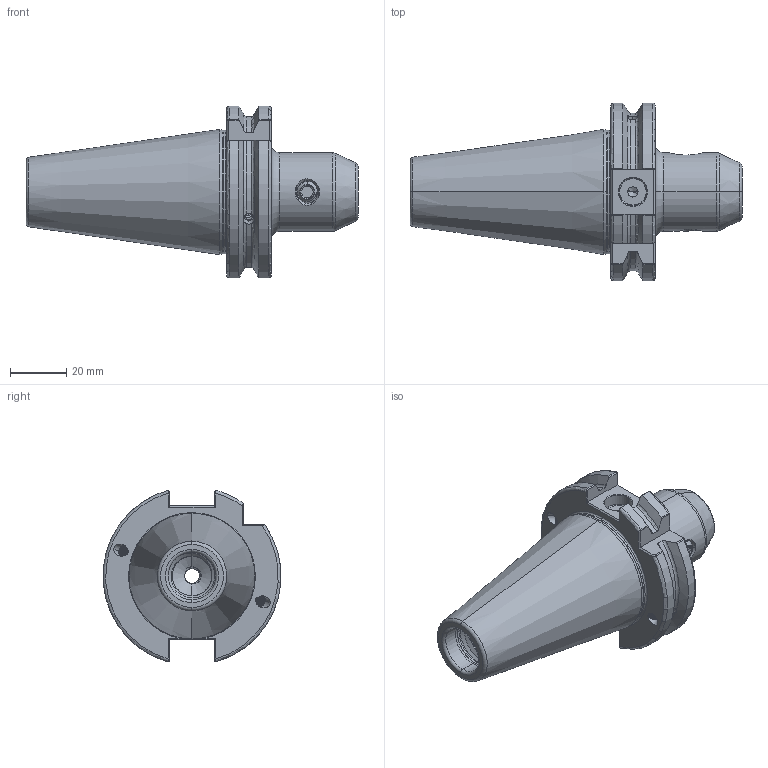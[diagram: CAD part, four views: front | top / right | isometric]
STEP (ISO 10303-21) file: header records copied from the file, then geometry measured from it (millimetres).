
FILE_DESCRIPTION (( 'STEP AP203' ), '1' );
FILE_NAME ('403.05.08.STEP', '2016-11-25T08:39:40', ( '' ), ( '' ), 'SwSTEP 2.0', 'SolidWorks 2012', '' );
FILE_SCHEMA (( 'CONFIG_CONTROL_DESIGN' ));
Length unit declared in the file: millimetre
Products named in the file (3): 側固8_M8x1.25_10L; 403.05.08
Assembly tree (2 placements, depth 2):
  403.05.08
    403.05.08
    側固8_M8x1.25_10L
Bounding box: 118.4 x 63.34 x 61.24 mm (x, y, z)
Volume: 118201.6 mm3; surface area: 25850.2 mm2
Topology: 2 solids, 2 shells, 374 faces, 1042 edges, 661 vertices
Faces by surface type: cylinder 186, plane 60, cone 48, bspline 42, torus 36, sphere 2
Entity records: 30508 total; most frequent: CARTESIAN_POINT 22074, ORIENTED_EDGE 2052, DIRECTION 1333, EDGE_CURVE 1026, VERTEX_POINT 661, AXIS2_PLACEMENT_3D 512, EDGE_LOOP 391, ADVANCED_FACE 374
